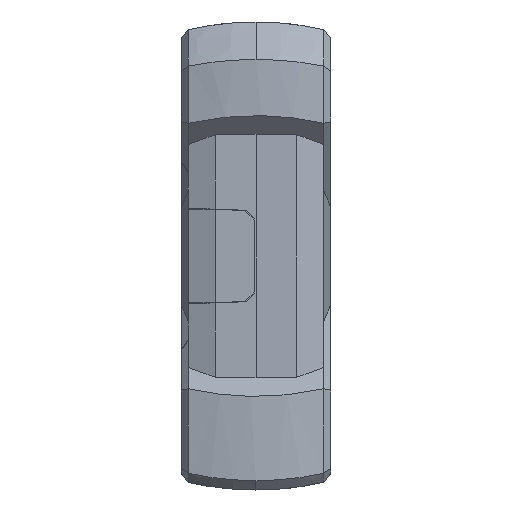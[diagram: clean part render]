
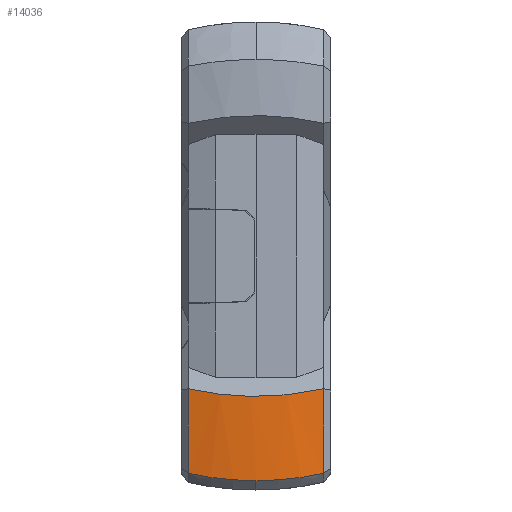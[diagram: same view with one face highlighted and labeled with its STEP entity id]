
A CAD part, left-side view. The second image highlights one B-rep face of the part: STEP entity #14036.
In plain terms, the highlighted cylindrical face has radius 16.25 mm (diameter 32.5 mm), a partial arc.
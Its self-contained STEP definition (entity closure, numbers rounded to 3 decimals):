
#6187=CARTESIAN_POINT('',(-22.594,0.389,
-7.094));
#6188=CARTESIAN_POINT('',(-22.704,0.872,
-7.204));
#6189=CARTESIAN_POINT('',(-22.877,1.837,
-7.377));
#6190=CARTESIAN_POINT('',(-23.005,3.279,
-7.505));
#6191=CARTESIAN_POINT('',(-23.005,4.721,
-7.505));
#6192=CARTESIAN_POINT('',(-22.877,6.163,
-7.377));
#6193=CARTESIAN_POINT('',(-22.704,7.128,
-7.204));
#6194=CARTESIAN_POINT('',(-22.594,7.611,
-7.094));
#6264=DIRECTION('',(0.,0.,-1.));
#6265=VECTOR('',#6264,4.512);
#6266=CARTESIAN_POINT('',(-22.594,0.389,
-7.094));
#6267=LINE('',#6266,#6265);
#6271=CARTESIAN_POINT('',(-23.,4.,
-12.));
#6272=CARTESIAN_POINT('',(-23.,3.586,
-12.));
#6273=CARTESIAN_POINT('',(-22.961,2.58,
-11.963));
#6274=CARTESIAN_POINT('',(-22.803,1.375,
-11.809));
#6275=CARTESIAN_POINT('',(-22.638,0.585,
-11.65));
#6276=CARTESIAN_POINT('',(-22.594,0.389,
-11.606));
#6281=CARTESIAN_POINT('',(-22.594,7.611,
-11.606));
#6282=CARTESIAN_POINT('',(-22.638,7.418,
-11.649));
#6283=CARTESIAN_POINT('',(-22.802,6.63,
-11.808));
#6284=CARTESIAN_POINT('',(-22.961,5.426,
-11.963));
#6285=CARTESIAN_POINT('',(-23.,4.417,
-12.));
#6286=CARTESIAN_POINT('',(-23.,4.,
-12.));
#6291=DIRECTION('',(0.,0.,1.));
#6292=VECTOR('',#6291,4.512);
#6293=CARTESIAN_POINT('',(-22.594,7.611,
-11.606));
#6294=LINE('',#6293,#6292);
#6360=CARTESIAN_POINT('',(-22.594,0.389,
-11.606));
#7917=CARTESIAN_POINT('',(-23.,4.,
-12.));
#7919=VERTEX_POINT('',#7917);
#8072=VERTEX_POINT('',#6187);
#8073=VERTEX_POINT('',#6194);
#8095=VERTEX_POINT('',#6360);
#8111=CARTESIAN_POINT('',(-22.594,7.611,
-11.606));
#8112=VERTEX_POINT('',#8111);
#14020=CARTESIAN_POINT('',(-6.75,4.,12.5));
#14021=DIRECTION('',(0.,0.,1.));
#14022=DIRECTION('',(0.,-1.,0.));
#14023=AXIS2_PLACEMENT_3D('',#14020,#14021,#14022);
#14024=CYLINDRICAL_SURFACE('',#14023,16.25);
#14025=ORIENTED_EDGE('',*,*,#13957,.F.);
#14027=ORIENTED_EDGE('',*,*,#14026,.T.);
#14029=ORIENTED_EDGE('',*,*,#14028,.F.);
#14031=ORIENTED_EDGE('',*,*,#14030,.F.);
#14033=ORIENTED_EDGE('',*,*,#14032,.T.);
#14034=EDGE_LOOP('',(#14025,#14027,#14029,#14031,#14033));
#14035=FACE_OUTER_BOUND('',#14034,.F.);
#6195=B_SPLINE_CURVE_WITH_KNOTS('',3,(#6187,#6188,#6189,#6190,#6191,#6192,#6193,
#6194),.UNSPECIFIED.,.F.,.F.,(4,1,1,1,1,4),(0.,0.2,0.4,0.6,0.8,1.),
.UNSPECIFIED.);
#6277=B_SPLINE_CURVE_WITH_KNOTS('',3,(#6271,#6272,#6273,#6274,#6275,#6276),
.UNSPECIFIED.,.F.,.F.,(4,1,1,4),(0.,0.345,0.837,1.),
.UNSPECIFIED.);
#6287=B_SPLINE_CURVE_WITH_KNOTS('',3,(#6281,#6282,#6283,#6284,#6285,#6286),
.UNSPECIFIED.,.F.,.F.,(4,1,1,4),(0.,0.16,0.653,1.),
.UNSPECIFIED.);
#13957=EDGE_CURVE('',#8072,#8073,#6195,.T.);
#14026=EDGE_CURVE('',#8072,#8095,#6267,.T.);
#14028=EDGE_CURVE('',#7919,#8095,#6277,.T.);
#14030=EDGE_CURVE('',#8112,#7919,#6287,.T.);
#14032=EDGE_CURVE('',#8112,#8073,#6294,.T.);
#14036=ADVANCED_FACE('',(#14035),#14024,.T.);
